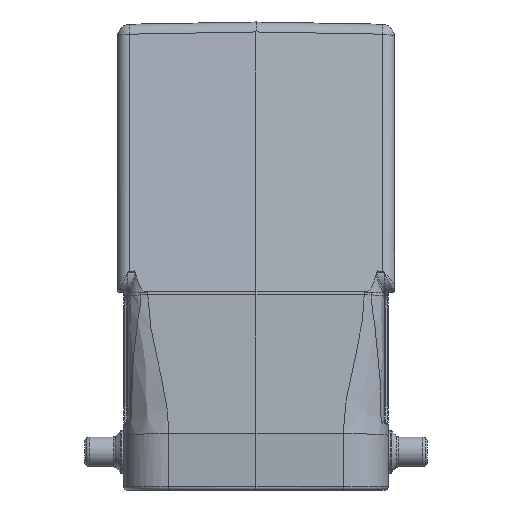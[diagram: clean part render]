
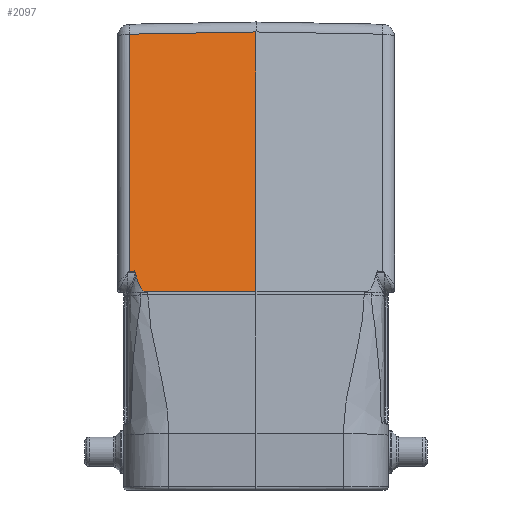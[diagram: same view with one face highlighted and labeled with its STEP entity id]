
A CAD part, left-side view. The second image highlights one B-rep face of the part: STEP entity #2097.
In plain terms, the highlighted planar face has unit normal (-0.982, 0.018, 0.191).
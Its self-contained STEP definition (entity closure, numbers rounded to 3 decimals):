
#1217=FACE_OUTER_BOUND('',#4012,.T.);
#1833=B_SPLINE_CURVE_WITH_KNOTS('',3,(#13899,#13900,#13901,#13902,#13903,
#13904,#13905,#13906,#13907,#13908),.UNSPECIFIED.,.F.,.F.,(4,3,3,4),(0.,
0.054,0.273,1.),.UNSPECIFIED.);
#1834=B_SPLINE_CURVE_WITH_KNOTS('',3,(#13910,#13911,#13912,#13913),
 .UNSPECIFIED.,.F.,.F.,(4,4),(0.,1.),.UNSPECIFIED.);
#1835=B_SPLINE_CURVE_WITH_KNOTS('',3,(#13915,#13916,#13917,#13918),
 .UNSPECIFIED.,.F.,.F.,(4,4),(0.,1.),.UNSPECIFIED.);
#1836=B_SPLINE_CURVE_WITH_KNOTS('',3,(#13920,#13921,#13922,#13923,#13924,
#13925),.UNSPECIFIED.,.F.,.F.,(4,2,4),(0.,0.5,1.),.UNSPECIFIED.);
#2097=ADVANCED_FACE('',(#1217),#2627,.T.);
#2627=PLANE('',#9765);
#2945=LINE('',#13737,#3469);
#2969=LINE('',#13896,#3493);
#2970=LINE('',#13926,#3494);
#2971=LINE('',#13928,#3495);
#2972=LINE('',#13930,#3496);
#3469=VECTOR('',#10887,1.);
#3493=VECTOR('',#10947,1.);
#3494=VECTOR('',#10948,1.);
#3495=VECTOR('',#10949,1.);
#3496=VECTOR('',#10950,1.);
#4012=EDGE_LOOP('',(#4918,#4919,#4920,#4921,#4922,#4923,#4924,#4925,#4926));
#4918=ORIENTED_EDGE('',*,*,#8205,.T.);
#4919=ORIENTED_EDGE('',*,*,#8206,.T.);
#4920=ORIENTED_EDGE('',*,*,#8207,.T.);
#4921=ORIENTED_EDGE('',*,*,#8208,.T.);
#4922=ORIENTED_EDGE('',*,*,#8209,.T.);
#4923=ORIENTED_EDGE('',*,*,#8162,.T.);
#4924=ORIENTED_EDGE('',*,*,#8210,.F.);
#4925=ORIENTED_EDGE('',*,*,#8211,.T.);
#4926=ORIENTED_EDGE('',*,*,#8212,.T.);
#7364=VERTEX_POINT('',#13738);
#7365=VERTEX_POINT('',#13739);
#7396=VERTEX_POINT('',#13897);
#7397=VERTEX_POINT('',#13898);
#7398=VERTEX_POINT('',#13909);
#7399=VERTEX_POINT('',#13914);
#7400=VERTEX_POINT('',#13919);
#7401=VERTEX_POINT('',#13927);
#7402=VERTEX_POINT('',#13929);
#8162=EDGE_CURVE('',#7364,#7365,#2945,.T.);
#8205=EDGE_CURVE('',#7396,#7397,#2969,.T.);
#8206=EDGE_CURVE('',#7397,#7398,#1833,.T.);
#8207=EDGE_CURVE('',#7398,#7399,#1834,.T.);
#8208=EDGE_CURVE('',#7399,#7400,#1835,.T.);
#8209=EDGE_CURVE('',#7400,#7364,#1836,.T.);
#8210=EDGE_CURVE('',#7401,#7365,#2970,.T.);
#8211=EDGE_CURVE('',#7401,#7402,#2971,.T.);
#8212=EDGE_CURVE('',#7402,#7396,#2972,.T.);
#9765=AXIS2_PLACEMENT_3D('',#13931,#10951,#10952);
#10887=DIRECTION('',(-0.017,-1.,0.003));
#10947=DIRECTION('',(0.01,-0.99,0.141));
#10948=DIRECTION('',(-0.191,0.,-0.982));
#10949=DIRECTION('',(0.014,1.,-0.017));
#10950=DIRECTION('',(-0.191,0.,-0.982));
#10951=DIRECTION('',(-0.981,0.017,0.191));
#10952=DIRECTION('',(0.191,0.,0.982));
#13737=CARTESIAN_POINT('',(-58.195,0.,23.134));
#13738=CARTESIAN_POINT('',(-57.884,18.118,23.074));
#13739=CARTESIAN_POINT('',(-58.195,0.,23.134));
#13896=CARTESIAN_POINT('',(-57.014,0.868,29.127));
#13897=CARTESIAN_POINT('',(-57.211,20.535,26.317));
#13898=CARTESIAN_POINT('',(-57.204,19.797,26.423));
#13899=CARTESIAN_POINT('',(-57.204,19.797,26.423));
#13900=CARTESIAN_POINT('',(-57.204,19.796,26.422));
#13901=CARTESIAN_POINT('',(-57.204,19.795,26.421));
#13902=CARTESIAN_POINT('',(-57.204,19.794,26.42));
#13903=CARTESIAN_POINT('',(-57.205,19.789,26.416));
#13904=CARTESIAN_POINT('',(-57.206,19.784,26.412));
#13905=CARTESIAN_POINT('',(-57.207,19.78,26.408));
#13906=CARTESIAN_POINT('',(-57.209,19.764,26.396));
#13907=CARTESIAN_POINT('',(-57.212,19.75,26.382));
#13908=CARTESIAN_POINT('',(-57.215,19.736,26.367));
#13909=CARTESIAN_POINT('',(-57.215,19.736,26.367));
#13910=CARTESIAN_POINT('',(-57.215,19.736,26.367));
#13911=CARTESIAN_POINT('',(-57.23,19.673,26.299));
#13912=CARTESIAN_POINT('',(-57.248,19.647,26.208));
#13913=CARTESIAN_POINT('',(-57.265,19.619,26.121));
#13914=CARTESIAN_POINT('',(-57.265,19.619,26.121));
#13915=CARTESIAN_POINT('',(-57.265,19.619,26.121));
#13916=CARTESIAN_POINT('',(-57.276,19.601,26.068));
#13917=CARTESIAN_POINT('',(-57.287,19.585,26.014));
#13918=CARTESIAN_POINT('',(-57.298,19.57,25.96));
#13919=CARTESIAN_POINT('',(-57.298,19.57,25.96));
#13920=CARTESIAN_POINT('',(-57.298,19.57,25.96));
#13921=CARTESIAN_POINT('',(-57.402,19.428,25.433));
#13922=CARTESIAN_POINT('',(-57.507,19.265,24.909));
#13923=CARTESIAN_POINT('',(-57.71,18.834,23.905));
#13924=CARTESIAN_POINT('',(-57.814,18.577,23.391));
#13925=CARTESIAN_POINT('',(-57.884,18.118,23.074));
#13926=CARTESIAN_POINT('',(-58.195,0.,23.134));
#13927=CARTESIAN_POINT('',(-50.012,0.,65.232));
#13928=CARTESIAN_POINT('',(-50.003,0.617,65.221));
#13929=CARTESIAN_POINT('',(-49.716,20.535,64.873));
#13930=CARTESIAN_POINT('',(-57.843,20.535,23.065));
#13931=CARTESIAN_POINT('',(-58.195,0.,23.134));
